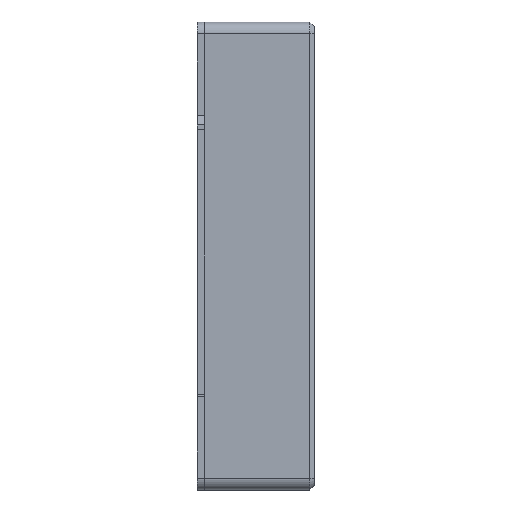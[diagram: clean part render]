
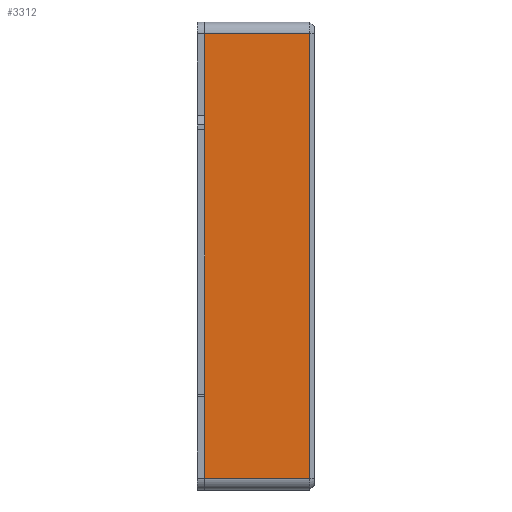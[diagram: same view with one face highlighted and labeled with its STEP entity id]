
A CAD part, left-side view. The second image highlights one B-rep face of the part: STEP entity #3312.
In plain terms, the highlighted planar face has unit normal (-1, 0, 0).
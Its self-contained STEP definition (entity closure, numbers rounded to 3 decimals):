
#72 = DIRECTION ( 'NONE',  ( 0., 0., 1. ) ) ;
#257 = LINE ( 'NONE', #5519, #5915 ) ;
#903 = VECTOR ( 'NONE', #5572, 1000. ) ;
#909 = FACE_OUTER_BOUND ( 'NONE', #6254, .T. ) ;
#1023 = DIRECTION ( 'NONE',  ( 0., 1., 0. ) ) ;
#1143 = EDGE_CURVE ( 'NONE', #6560, #2850, #2787, .T. ) ;
#1284 = ORIENTED_EDGE ( 'NONE', *, *, #5360, .T. ) ;
#2023 = CARTESIAN_POINT ( 'NONE',  ( -85., 2., 95. ) ) ;
#2199 = DIRECTION ( 'NONE',  ( 1., 0., 0. ) ) ;
#2296 = AXIS2_PLACEMENT_3D ( 'NONE', #4928, #2199, #6043 ) ;
#2408 = VERTEX_POINT ( 'NONE', #3020 ) ;
#2565 = LINE ( 'NONE', #4278, #6777 ) ;
#2787 = LINE ( 'NONE', #2812, #903 ) ;
#2812 = CARTESIAN_POINT ( 'NONE',  ( -85., 3., -95. ) ) ;
#2850 = VERTEX_POINT ( 'NONE', #6275 ) ;
#3020 = CARTESIAN_POINT ( 'NONE',  ( -85., 47., 95. ) ) ;
#3295 = ORIENTED_EDGE ( 'NONE', *, *, #5576, .T. ) ;
#3312 = ADVANCED_FACE ( 'NONE', ( #909 ), #4380, .F. ) ;
#3590 = VECTOR ( 'NONE', #72, 1000. ) ;
#3706 = VERTEX_POINT ( 'NONE', #2023 ) ;
#4164 = ORIENTED_EDGE ( 'NONE', *, *, #4414, .F. ) ;
#4278 = CARTESIAN_POINT ( 'NONE',  ( -85., 3., 95. ) ) ;
#4380 = PLANE ( 'NONE',  #2296 ) ;
#4414 = EDGE_CURVE ( 'NONE', #6560, #2408, #4897, .T. ) ;
#4884 = CARTESIAN_POINT ( 'NONE',  ( -85., 47., -100. ) ) ;
#4897 = LINE ( 'NONE', #4884, #3590 ) ;
#4928 = CARTESIAN_POINT ( 'NONE',  ( -85., 3., -100. ) ) ;
#5360 = EDGE_CURVE ( 'NONE', #3706, #2408, #2565, .T. ) ;
#5470 = DIRECTION ( 'NONE',  ( 0., 0., 1. ) ) ;
#5519 = CARTESIAN_POINT ( 'NONE',  ( -85., 2., -100. ) ) ;
#5572 = DIRECTION ( 'NONE',  ( 0., -1., 0. ) ) ;
#5576 = EDGE_CURVE ( 'NONE', #2850, #3706, #257, .T. ) ;
#5848 = ORIENTED_EDGE ( 'NONE', *, *, #1143, .T. ) ;
#5915 = VECTOR ( 'NONE', #5470, 1000. ) ;
#6043 = DIRECTION ( 'NONE',  ( 0., 0., -1. ) ) ;
#6254 = EDGE_LOOP ( 'NONE', ( #5848, #3295, #1284, #4164 ) ) ;
#6275 = CARTESIAN_POINT ( 'NONE',  ( -85., 2., -95. ) ) ;
#6492 = CARTESIAN_POINT ( 'NONE',  ( -85., 47., -95. ) ) ;
#6560 = VERTEX_POINT ( 'NONE', #6492 ) ;
#6777 = VECTOR ( 'NONE', #1023, 1000. ) ;
